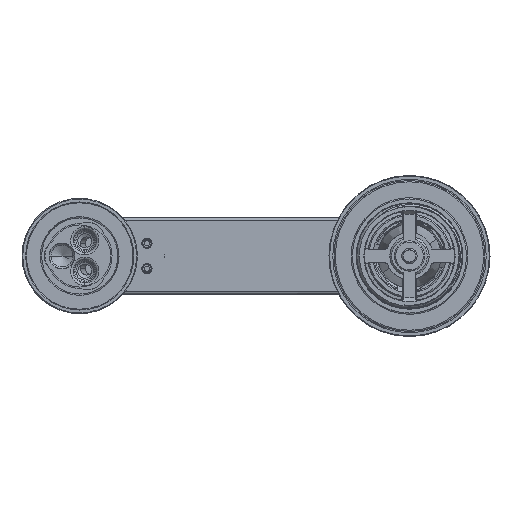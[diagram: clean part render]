
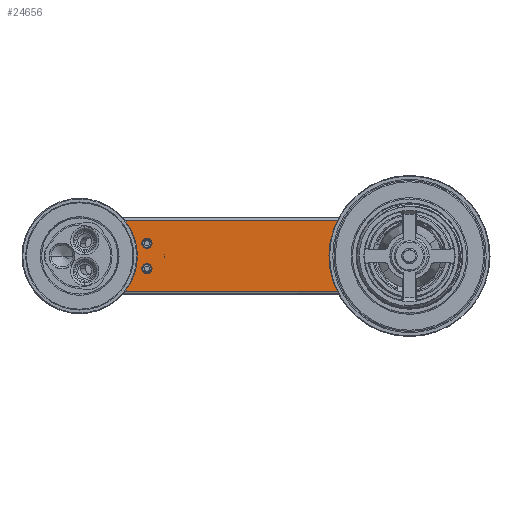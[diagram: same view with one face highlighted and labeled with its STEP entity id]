
A CAD part, front view. The second image highlights one B-rep face of the part: STEP entity #24656.
In plain terms, the highlighted planar face has unit normal (0, -1, 0).
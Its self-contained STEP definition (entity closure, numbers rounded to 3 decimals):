
#23406=CARTESIAN_POINT('',(118.46,-5.5,10.));
#23407=DIRECTION('',(0.,1.,0.));
#23408=DIRECTION('',(0.,0.,1.));
#23409=AXIS2_PLACEMENT_3D('',#23406,#23407,#23408);
#23411=CARTESIAN_POINT('',(84.919,-5.5,0.));
#23412=DIRECTION('',(0.,1.,0.));
#23413=DIRECTION('',(0.958,0.,0.286));
#23414=AXIS2_PLACEMENT_3D('',#23411,#23412,#23413);
#23416=CARTESIAN_POINT('',(118.46,-5.5,-10.));
#23417=DIRECTION('',(0.,1.,0.));
#23418=DIRECTION('',(0.958,0.,-0.286));
#23419=AXIS2_PLACEMENT_3D('',#23416,#23417,#23418);
#23421=CARTESIAN_POINT('',(-9.014,-5.5,0.));
#23422=DIRECTION('',(0.,-1.,0.));
#23423=DIRECTION('',(0.6,0.,-0.8));
#23424=AXIS2_PLACEMENT_3D('',#23421,#23422,#23423);
#23426=CARTESIAN_POINT('',(-9.014,-5.5,0.));
#23427=DIRECTION('',(0.,-1.,0.));
#23428=DIRECTION('',(1.,0.,0.));
#23429=AXIS2_PLACEMENT_3D('',#23426,#23427,#23428);
#23431=CARTESIAN_POINT('',(110.,-5.5,0.));
#23432=DIRECTION('',(0.,-1.,0.));
#23433=DIRECTION('',(1.,0.,0.));
#23434=AXIS2_PLACEMENT_3D('',#23431,#23432,#23433);
#23436=CARTESIAN_POINT('',(110.,-5.5,0.));
#23437=DIRECTION('',(0.,-1.,0.));
#23438=DIRECTION('',(0.,0.,1.));
#23439=AXIS2_PLACEMENT_3D('',#23436,#23437,#23438);
#23441=CARTESIAN_POINT('',(110.,-5.5,0.));
#23442=DIRECTION('',(0.,-1.,0.));
#23443=DIRECTION('',(-1.,0.,0.));
#23444=AXIS2_PLACEMENT_3D('',#23441,#23442,#23443);
#23446=CARTESIAN_POINT('',(110.,-5.5,0.));
#23447=DIRECTION('',(0.,-1.,0.));
#23448=DIRECTION('',(0.,0.,-1.));
#23449=AXIS2_PLACEMENT_3D('',#23446,#23447,#23448);
#23451=CARTESIAN_POINT('',(17.5,-5.5,5.));
#23452=DIRECTION('',(0.,-1.,0.));
#23453=DIRECTION('',(0.,0.,1.));
#23454=AXIS2_PLACEMENT_3D('',#23451,#23452,#23453);
#23456=CARTESIAN_POINT('',(17.5,-5.5,5.));
#23457=DIRECTION('',(0.,-1.,0.));
#23458=DIRECTION('',(0.,0.,-1.));
#23459=AXIS2_PLACEMENT_3D('',#23456,#23457,#23458);
#23461=CARTESIAN_POINT('',(17.5,-5.5,-5.));
#23462=DIRECTION('',(0.,-1.,0.));
#23463=DIRECTION('',(0.,0.,1.));
#23464=AXIS2_PLACEMENT_3D('',#23461,#23462,#23463);
#23466=CARTESIAN_POINT('',(17.5,-5.5,-5.));
#23467=DIRECTION('',(0.,-1.,0.));
#23468=DIRECTION('',(0.,0.,-1.));
#23469=AXIS2_PLACEMENT_3D('',#23466,#23467,#23468);
#23475=DIRECTION('',(-1.,0.,0.));
#23476=VECTOR('',#23475,116.974);
#23477=CARTESIAN_POINT('',(118.46,-5.5,14.));
#23478=LINE('',#23477,#23476);
#23692=DIRECTION('',(1.,0.,0.));
#23693=VECTOR('',#23692,116.974);
#23694=CARTESIAN_POINT('',(1.486,-5.5,-14.));
#23695=LINE('',#23694,#23693);
#24428=CARTESIAN_POINT('',(118.46,-5.5,14.));
#24429=CARTESIAN_POINT('',(1.486,-5.5,14.));
#24430=VERTEX_POINT('',#24428);
#24431=VERTEX_POINT('',#24429);
#24432=CARTESIAN_POINT('',(122.293,-5.5,11.143));
#24433=VERTEX_POINT('',#24432);
#24434=CARTESIAN_POINT('',(122.293,-5.5,-11.143));
#24435=VERTEX_POINT('',#24434);
#24436=CARTESIAN_POINT('',(118.46,-5.5,-14.));
#24437=VERTEX_POINT('',#24436);
#24438=CARTESIAN_POINT('',(1.486,-5.5,-14.));
#24439=VERTEX_POINT('',#24438);
#24440=CARTESIAN_POINT('',(8.486,-5.5,0.));
#24441=VERTEX_POINT('',#24440);
#24442=CARTESIAN_POINT('',(110.,-5.5,11.9));
#24443=CARTESIAN_POINT('',(98.1,-5.5,0.));
#24444=VERTEX_POINT('',#24442);
#24445=VERTEX_POINT('',#24443);
#24446=CARTESIAN_POINT('',(121.9,-5.5,0.));
#24447=VERTEX_POINT('',#24446);
#24448=CARTESIAN_POINT('',(110.,-5.5,-11.9));
#24449=VERTEX_POINT('',#24448);
#24450=CARTESIAN_POINT('',(17.5,-5.5,6.6));
#24451=CARTESIAN_POINT('',(17.5,-5.5,3.4));
#24452=VERTEX_POINT('',#24450);
#24453=VERTEX_POINT('',#24451);
#24454=CARTESIAN_POINT('',(17.5,-5.5,-3.4));
#24455=CARTESIAN_POINT('',(17.5,-5.5,-6.6));
#24456=VERTEX_POINT('',#24454);
#24457=VERTEX_POINT('',#24455);
#24613=CARTESIAN_POINT('',(0.,-5.5,0.));
#24614=DIRECTION('',(0.,1.,0.));
#24615=DIRECTION('',(1.,0.,0.));
#24616=AXIS2_PLACEMENT_3D('',#24613,#24614,#24615);
#24617=PLANE('',#24616);
#24619=ORIENTED_EDGE('',*,*,#24618,.F.);
#24621=ORIENTED_EDGE('',*,*,#24620,.T.);
#24623=ORIENTED_EDGE('',*,*,#24622,.T.);
#24625=ORIENTED_EDGE('',*,*,#24624,.T.);
#24627=ORIENTED_EDGE('',*,*,#24626,.F.);
#24629=ORIENTED_EDGE('',*,*,#24628,.T.);
#24631=ORIENTED_EDGE('',*,*,#24630,.T.);
#24632=EDGE_LOOP('',(#24619,#24621,#24623,#24625,#24627,#24629,#24631));
#24633=FACE_OUTER_BOUND('',#24632,.F.);
#24635=ORIENTED_EDGE('',*,*,#24634,.T.);
#24637=ORIENTED_EDGE('',*,*,#24636,.T.);
#24639=ORIENTED_EDGE('',*,*,#24638,.T.);
#24641=ORIENTED_EDGE('',*,*,#24640,.T.);
#24642=EDGE_LOOP('',(#24635,#24637,#24639,#24641));
#24643=FACE_BOUND('',#24642,.F.);
#24645=ORIENTED_EDGE('',*,*,#24644,.T.);
#24647=ORIENTED_EDGE('',*,*,#24646,.T.);
#24648=EDGE_LOOP('',(#24645,#24647));
#24649=FACE_BOUND('',#24648,.F.);
#24651=ORIENTED_EDGE('',*,*,#24650,.T.);
#24653=ORIENTED_EDGE('',*,*,#24652,.T.);
#24654=EDGE_LOOP('',(#24651,#24653));
#24655=FACE_BOUND('',#24654,.F.);
#24656=ADVANCED_FACE('',(#24633,#24643,#24649,#24655),#24617,.F.);
#23410=CIRCLE('',#23409,4.);
#23415=CIRCLE('',#23414,39.);
#23420=CIRCLE('',#23419,4.);
#23425=CIRCLE('',#23424,17.5);
#23430=CIRCLE('',#23429,17.5);
#23435=CIRCLE('',#23434,11.9);
#23440=CIRCLE('',#23439,11.9);
#23445=CIRCLE('',#23444,11.9);
#23450=CIRCLE('',#23449,11.9);
#23455=CIRCLE('',#23454,1.6);
#23460=CIRCLE('',#23459,1.6);
#23465=CIRCLE('',#23464,1.6);
#23470=CIRCLE('',#23469,1.6);
#24618=EDGE_CURVE('',#24430,#24431,#23478,.T.);
#24620=EDGE_CURVE('',#24430,#24433,#23410,.T.);
#24622=EDGE_CURVE('',#24433,#24435,#23415,.T.);
#24624=EDGE_CURVE('',#24435,#24437,#23420,.T.);
#24626=EDGE_CURVE('',#24439,#24437,#23695,.T.);
#24628=EDGE_CURVE('',#24439,#24441,#23425,.T.);
#24630=EDGE_CURVE('',#24441,#24431,#23430,.T.);
#24634=EDGE_CURVE('',#24447,#24444,#23435,.T.);
#24636=EDGE_CURVE('',#24444,#24445,#23440,.T.);
#24638=EDGE_CURVE('',#24445,#24449,#23445,.T.);
#24640=EDGE_CURVE('',#24449,#24447,#23450,.T.);
#24644=EDGE_CURVE('',#24452,#24453,#23455,.T.);
#24646=EDGE_CURVE('',#24453,#24452,#23460,.T.);
#24650=EDGE_CURVE('',#24456,#24457,#23465,.T.);
#24652=EDGE_CURVE('',#24457,#24456,#23470,.T.);
